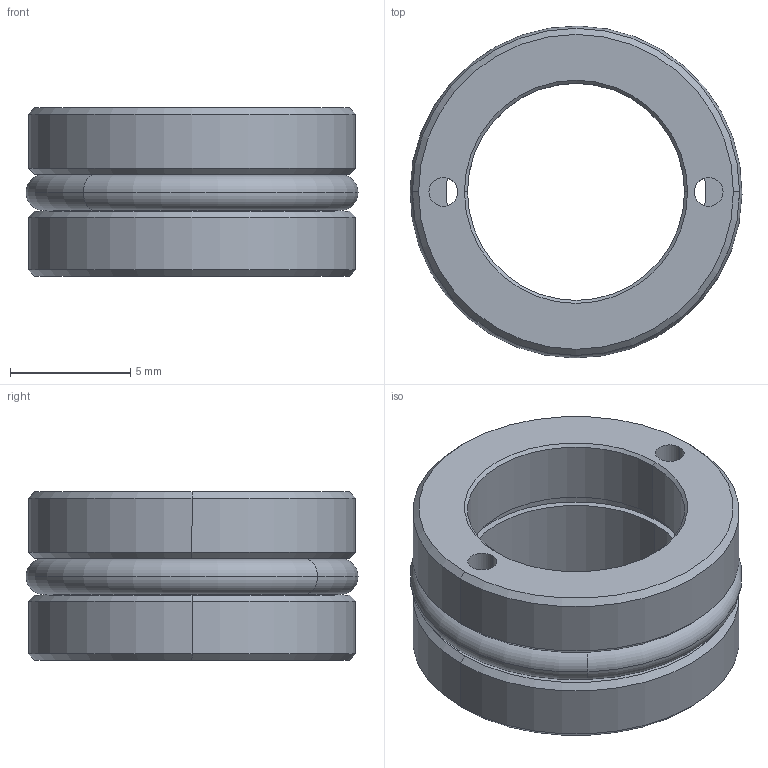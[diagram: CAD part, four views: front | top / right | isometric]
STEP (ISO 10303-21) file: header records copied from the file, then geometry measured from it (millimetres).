
FILE_DESCRIPTION (( 'STEP AP214' ), '1' );
FILE_NAME ('13456-E0W.STEP', '2015-07-21T14:48:22', ( 'admin' ), ( '' ), 'SwSTEP 2.0', 'SolidWorks 2014', '' );
FILE_SCHEMA (( 'AUTOMOTIVE_DESIGN' ));
Length unit declared in the file: inch
Products named in the file (1): 13456-E0W
Bounding box: 13.79 x 13.79 x 6.99 mm (x, y, z)
Surface area: 892.3 mm2 (no closed solid volume)
Topology: 0 solids, 2 shells, 275 faces, 818 edges, 546 vertices
Faces by surface type: bspline 162, plane 79, cylinder 18, cone 12, torus 4
Entity records: 17305 total; most frequent: CARTESIAN_POINT 7538, ORIENTED_EDGE 1498, EDGE_CURVE 818, DIRECTION 742, VERTEX_POINT 546, VECTOR 394, LINE 394, B_SPLINE_CURVE_WITH_KNOTS 364
